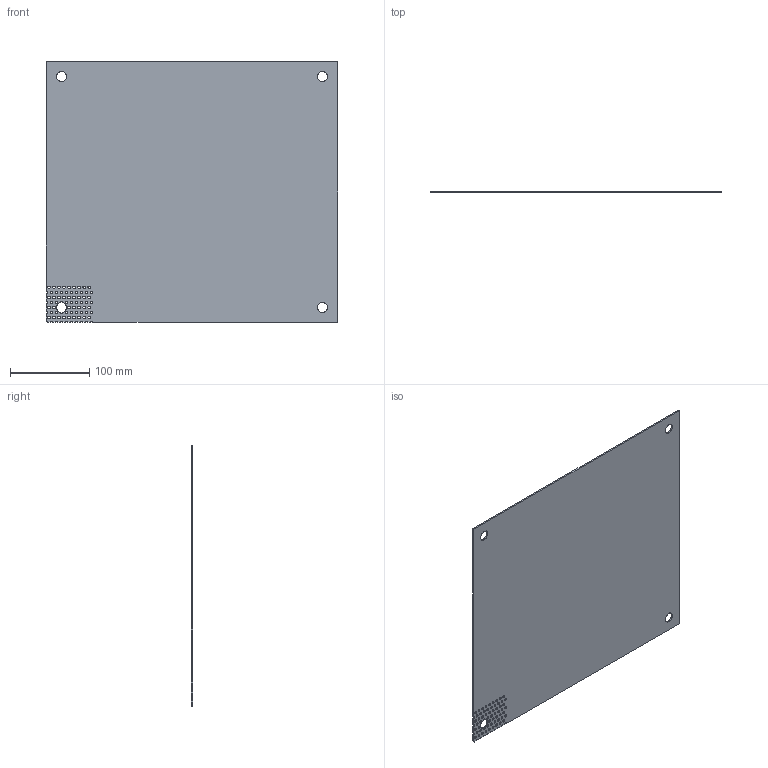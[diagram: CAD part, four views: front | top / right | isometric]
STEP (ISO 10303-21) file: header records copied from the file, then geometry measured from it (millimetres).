
FILE_DESCRIPTION (( 'STEP AP203' ), '1' );
FILE_NAME ('AP1616PP_Default.step', '2019-11-12T20:51:42', ( '' ), ( '' ), 'SwSTEP 2.0', 'SolidWorks 2019', '' );
FILE_SCHEMA (( 'CONFIG_CONTROL_DESIGN' ));
Length unit declared in the file: inch
Products named in the file (1): AP1616PP_Default
Bounding box: 368.3 x 1.83 x 330.2 mm (x, y, z)
Volume: 220518.6 mm3; surface area: 245131.5 mm2
Topology: 1 solids, 1 shells, 169 faces, 501 edges, 334 vertices
Faces by surface type: cylinder 151, plane 18
Entity records: 6168 total; most frequent: DIRECTION 1143, CARTESIAN_POINT 1005, ORIENTED_EDGE 1002, EDGE_CURVE 501, AXIS2_PLACEMENT_3D 472, VERTEX_POINT 334, CIRCLE 302, EDGE_LOOP 295
